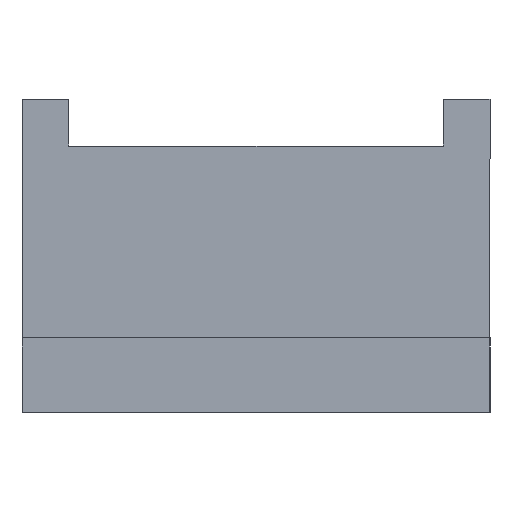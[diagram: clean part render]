
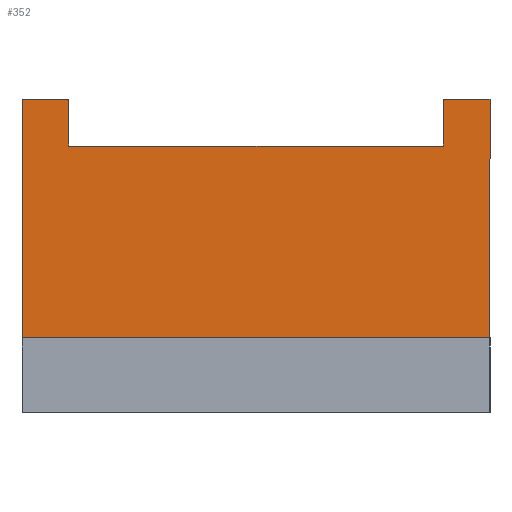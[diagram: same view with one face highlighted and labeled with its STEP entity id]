
A CAD part, left-side view. The second image highlights one B-rep face of the part: STEP entity #352.
In plain terms, the highlighted planar face has unit normal (-1, 0, 0).
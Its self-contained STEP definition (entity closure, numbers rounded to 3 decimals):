
#10 = LINE ( 'NONE', #223, #932 ) ;
#23 = DIRECTION ( 'NONE',  ( 0., 0., 1. ) ) ;
#35 = LINE ( 'NONE', #248, #730 ) ;
#51 = LINE ( 'NONE', #546, #975 ) ;
#67 = VECTOR ( 'NONE', #23, 1000. ) ;
#108 = ORIENTED_EDGE ( 'NONE', *, *, #827, .F. ) ;
#127 = ORIENTED_EDGE ( 'NONE', *, *, #324, .F. ) ;
#136 = DIRECTION ( 'NONE',  ( 0., 0., 1. ) ) ;
#159 = VERTEX_POINT ( 'NONE', #178 ) ;
#162 = DIRECTION ( 'NONE',  ( 0., -1., 0. ) ) ;
#164 = LINE ( 'NONE', #922, #1073 ) ;
#178 = CARTESIAN_POINT ( 'NONE',  ( -20., 20., 28.5 ) ) ;
#180 = VECTOR ( 'NONE', #136, 1000. ) ;
#184 = VERTEX_POINT ( 'NONE', #934 ) ;
#203 = PLANE ( 'NONE',  #870 ) ;
#223 = CARTESIAN_POINT ( 'NONE',  ( -20., -25., 33.5 ) ) ;
#246 = ORIENTED_EDGE ( 'NONE', *, *, #1005, .T. ) ;
#248 = CARTESIAN_POINT ( 'NONE',  ( -20., -25., 8. ) ) ;
#274 = EDGE_CURVE ( 'NONE', #530, #573, #51, .T. ) ;
#302 = DIRECTION ( 'NONE',  ( 0., -1., 0. ) ) ;
#324 = EDGE_CURVE ( 'NONE', #159, #636, #474, .T. ) ;
#352 = ADVANCED_FACE ( 'NONE', ( #892 ), #203, .F. ) ;
#380 = CARTESIAN_POINT ( 'NONE',  ( -20., -20., 28.5 ) ) ;
#406 = DIRECTION ( 'NONE',  ( 1., 0., 0. ) ) ;
#413 = LINE ( 'NONE', #809, #625 ) ;
#417 = LINE ( 'NONE', #524, #180 ) ;
#432 = EDGE_LOOP ( 'NONE', ( #127, #246, #871, #482, #670, #1054, #108, #567 ) ) ;
#474 = LINE ( 'NONE', #774, #948 ) ;
#482 = ORIENTED_EDGE ( 'NONE', *, *, #274, .T. ) ;
#484 = CARTESIAN_POINT ( 'NONE',  ( -20., -25., 33.5 ) ) ;
#500 = CARTESIAN_POINT ( 'NONE',  ( -20., -20., 28.5 ) ) ;
#524 = CARTESIAN_POINT ( 'NONE',  ( -20., 20., 28.5 ) ) ;
#530 = VERTEX_POINT ( 'NONE', #677 ) ;
#531 = EDGE_CURVE ( 'NONE', #530, #554, #10, .T. ) ;
#534 = DIRECTION ( 'NONE',  ( 0., 0., -1. ) ) ;
#546 = CARTESIAN_POINT ( 'NONE',  ( -20., 25., 33.5 ) ) ;
#554 = VERTEX_POINT ( 'NONE', #935 ) ;
#567 = ORIENTED_EDGE ( 'NONE', *, *, #1122, .F. ) ;
#573 = VERTEX_POINT ( 'NONE', #753 ) ;
#615 = EDGE_CURVE ( 'NONE', #184, #777, #164, .T. ) ;
#625 = VECTOR ( 'NONE', #632, 1000. ) ;
#632 = DIRECTION ( 'NONE',  ( 0., -1., 0. ) ) ;
#636 = VERTEX_POINT ( 'NONE', #380 ) ;
#670 = ORIENTED_EDGE ( 'NONE', *, *, #950, .T. ) ;
#677 = CARTESIAN_POINT ( 'NONE',  ( -20., 25., 33.5 ) ) ;
#730 = VECTOR ( 'NONE', #162, 1000. ) ;
#753 = CARTESIAN_POINT ( 'NONE',  ( -20., 25., 8. ) ) ;
#774 = CARTESIAN_POINT ( 'NONE',  ( -20., -20., 28.5 ) ) ;
#777 = VERTEX_POINT ( 'NONE', #1068 ) ;
#786 = LINE ( 'NONE', #500, #67 ) ;
#809 = CARTESIAN_POINT ( 'NONE',  ( -20., -25., 33.5 ) ) ;
#827 = EDGE_CURVE ( 'NONE', #1048, #184, #413, .T. ) ;
#837 = DIRECTION ( 'NONE',  ( 0., 0., -1. ) ) ;
#855 = DIRECTION ( 'NONE',  ( 0., 0., -1. ) ) ;
#870 = AXIS2_PLACEMENT_3D ( 'NONE', #484, #406, #534 ) ;
#871 = ORIENTED_EDGE ( 'NONE', *, *, #531, .F. ) ;
#892 = FACE_OUTER_BOUND ( 'NONE', #432, .T. ) ;
#922 = CARTESIAN_POINT ( 'NONE',  ( -20., -25., 33.5 ) ) ;
#932 = VECTOR ( 'NONE', #1017, 1000. ) ;
#934 = CARTESIAN_POINT ( 'NONE',  ( -20., -25., 33.5 ) ) ;
#935 = CARTESIAN_POINT ( 'NONE',  ( -20., 20., 33.5 ) ) ;
#948 = VECTOR ( 'NONE', #302, 1000. ) ;
#950 = EDGE_CURVE ( 'NONE', #573, #777, #35, .T. ) ;
#975 = VECTOR ( 'NONE', #855, 1000. ) ;
#1005 = EDGE_CURVE ( 'NONE', #159, #554, #417, .T. ) ;
#1017 = DIRECTION ( 'NONE',  ( 0., -1., 0. ) ) ;
#1028 = CARTESIAN_POINT ( 'NONE',  ( -20., -20., 33.5 ) ) ;
#1048 = VERTEX_POINT ( 'NONE', #1028 ) ;
#1054 = ORIENTED_EDGE ( 'NONE', *, *, #615, .F. ) ;
#1068 = CARTESIAN_POINT ( 'NONE',  ( -20., -25., 8. ) ) ;
#1073 = VECTOR ( 'NONE', #837, 1000. ) ;
#1122 = EDGE_CURVE ( 'NONE', #636, #1048, #786, .T. ) ;
